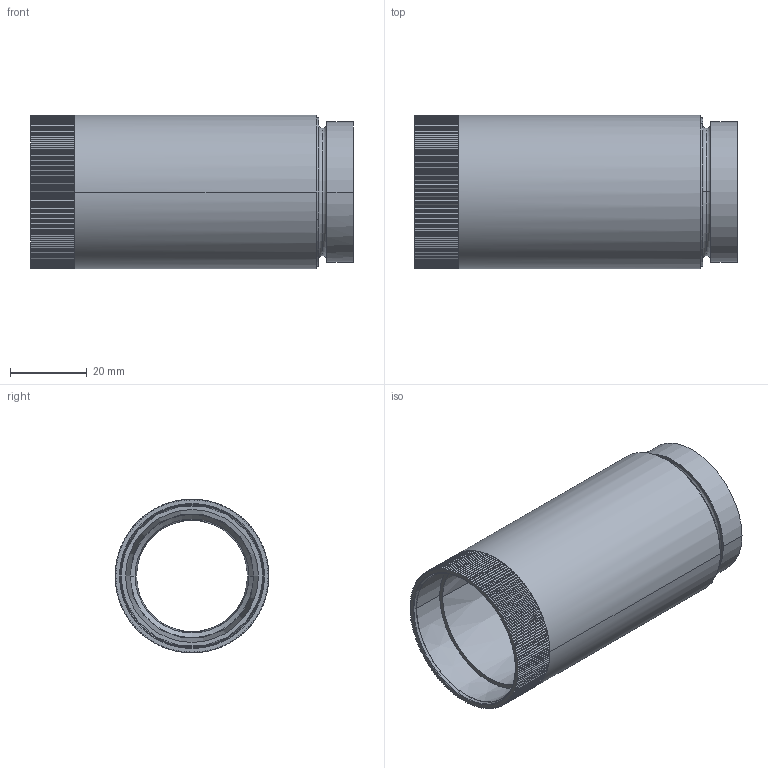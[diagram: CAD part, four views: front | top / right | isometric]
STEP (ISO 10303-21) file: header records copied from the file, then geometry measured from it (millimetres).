
FILE_DESCRIPTION((''),'2;1');
FILE_NAME('CAD-8015','2021-10-08T09:02:55',('creinig-se'),(''),'CREO PARAMETRIC BY PTC INC, 2019292','CREO PARAMETRIC BY PTC INC, 2019292','');
FILE_SCHEMA(('CONFIG_CONTROL_DESIGN','SHAPE_APPEARANCE_LAYERS_GROUPS'));
Length unit declared in the file: millimetre
Products named in the file (1): CAD-8015
Bounding box: 84 x 40 x 40 mm (x, y, z)
Volume: 29522 mm3; surface area: 20659.3 mm2
Topology: 1 solids, 1 shells, 615 faces, 1792 edges, 1182 vertices
Faces by surface type: plane 575, cone 16, cylinder 14, torus 10
Entity records: 25806 total; most frequent: CARTESIAN_POINT 4271, ORIENTED_EDGE 3584, DIRECTION 3062, PRESENTATION_STYLE_ASSIGNMENT 1793, STYLED_ITEM 1793, CURVE_STYLE 1792, EDGE_CURVE 1792, VECTOR 1316
